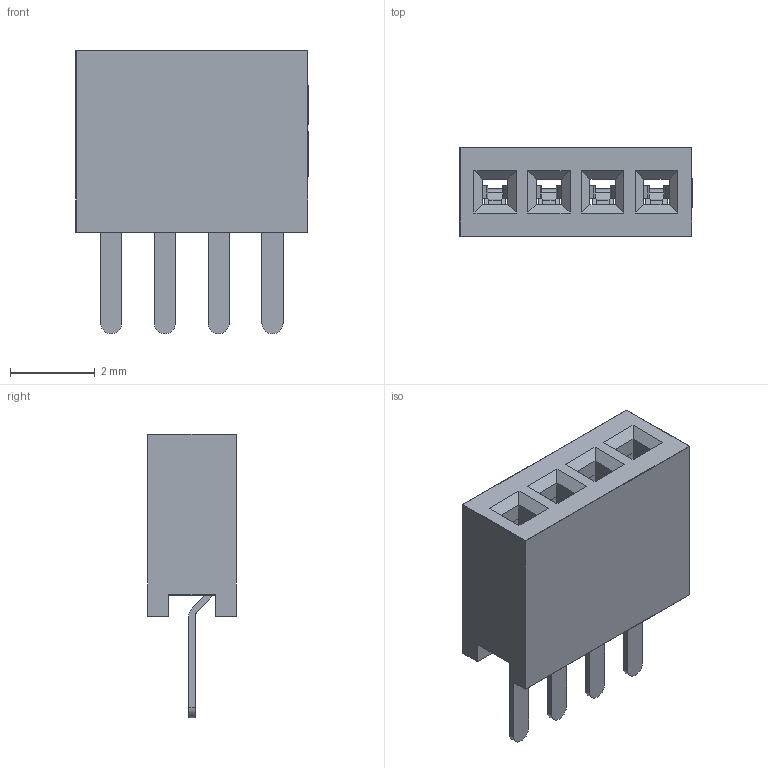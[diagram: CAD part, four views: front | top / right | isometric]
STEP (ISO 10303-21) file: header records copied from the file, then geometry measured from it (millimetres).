
FILE_DESCRIPTION (( 'STEP AP214' ), '1' );
FILE_NAME ('HDR-TH_4P-P1.27-V-F-1.step', '2022-07-02T12:31:40', ( '' ), ( '' ), 'SwSTEP 2.0', 'SolidWorks 2020', '' );
FILE_SCHEMA (( 'AUTOMOTIVE_DESIGN' ));
Length unit declared in the file: millimetre
Products named in the file (1): HDR-TH_4P-P1.27-V-F-1
Bounding box: 5.49 x 2.1 x 6.7 mm (x, y, z)
Volume: 36.4 mm3; surface area: 184.3 mm2
Topology: 1 solids, 1 shells, 621 faces, 1723 edges, 1122 vertices
Faces by surface type: plane 385, cylinder 116, bspline 112, sphere 8
Entity records: 27091 total; most frequent: CARTESIAN_POINT 5587, ORIENTED_EDGE 3430, DIRECTION 2715, EDGE_CURVE 1715, LINE 1263, VECTOR 1263, VERTEX_POINT 1122, AXIS2_PLACEMENT_3D 726
